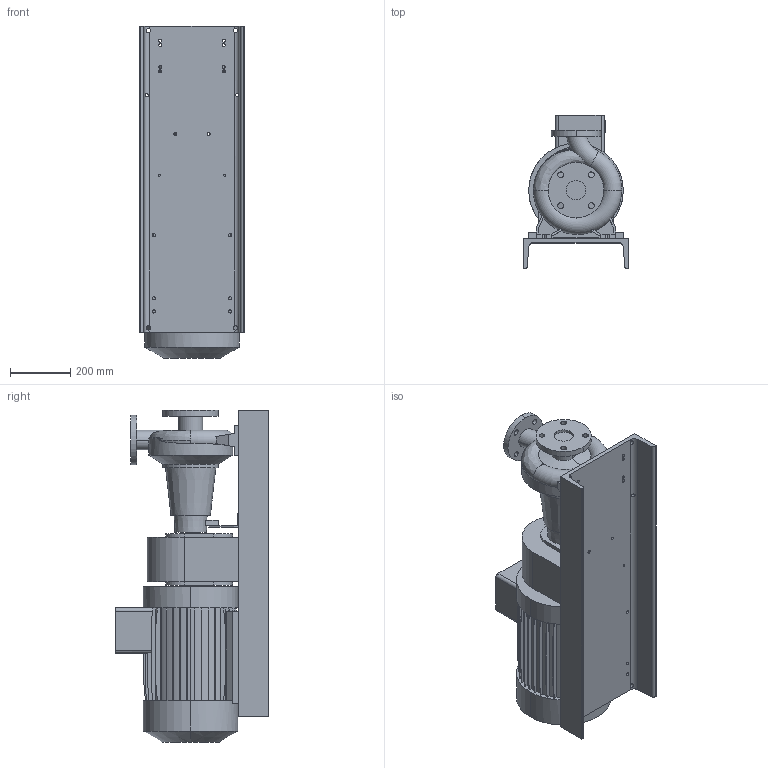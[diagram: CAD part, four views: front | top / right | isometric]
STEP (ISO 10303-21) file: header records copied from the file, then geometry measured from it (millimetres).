
FILE_DESCRIPTION (( 'STEP AP203' ), '1' );
FILE_NAME ('10018071swa00.step', '2023-07-07T12:26:59', ( '' ), ( '' ), 'SwSTEP 2.0', 'SolidWorks 2020', '' );
FILE_SCHEMA (( 'CONFIG_CONTROL_DESIGN' ));
Length unit declared in the file: millimetre
Products named in the file (5): 10017783swp00_50-200; 10018072swp00_160M L 2-6; 10018097swp00_MCG 15 N 50-200 160; 10018071swa00; 10012573swp00_310
Assembly tree (4 placements, depth 2):
  10018071swa00
    10017783swp00_50-200
    10018097swp00_MCG 15 N 50-200 160
    10018072swp00_160M L 2-6
    10012573swp00_310
Bounding box: 350 x 511 x 1105 mm (x, y, z)
Volume: 68719404 mm3; surface area: 3054771.6 mm2
Topology: 4 solids, 4 shells, 539 faces, 1547 edges, 1027 vertices
Faces by surface type: plane 359, cylinder 161, cone 11, torus 6, bspline 2
Entity records: 20186 total; most frequent: CARTESIAN_POINT 5204, ORIENTED_EDGE 3094, DIRECTION 2914, EDGE_CURVE 1547, VECTOR 1122, LINE 1122, VERTEX_POINT 1027, AXIS2_PLACEMENT_3D 896
